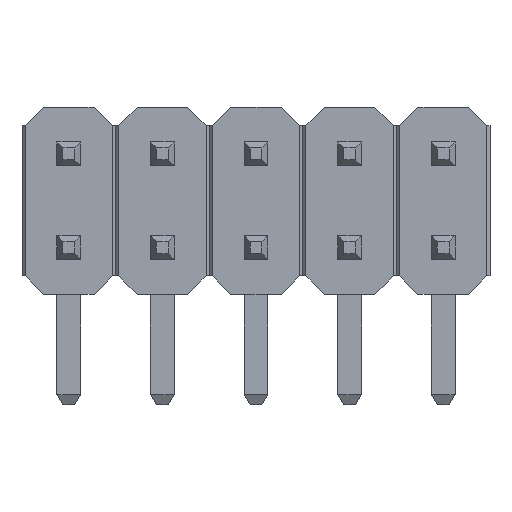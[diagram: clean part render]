
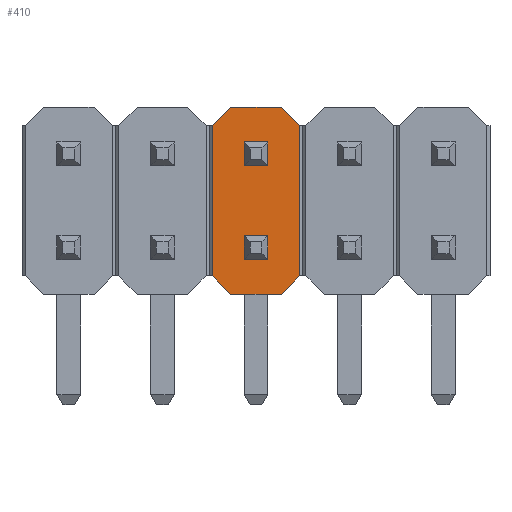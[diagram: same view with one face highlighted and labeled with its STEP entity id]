
A CAD part, front view. The second image highlights one B-rep face of the part: STEP entity #410.
In plain terms, the highlighted planar face has unit normal (0, -1, 0).
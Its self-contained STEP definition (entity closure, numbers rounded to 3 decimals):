
#410=ADVANCED_FACE('',(#2820),#2822,.F.);
#2820=FACE_BOUND('',#2821,.T.);
#2821=EDGE_LOOP('',(#4676,#4677,#4678,#4679,#4680,#4681,#4682,#4683));
#2822=PLANE('',#2823);
#2823=AXIS2_PLACEMENT_3D('',#2824,#2825,#2826);
#2824=CARTESIAN_POINT('',(2.54,-4.185,0.));
#2825=DIRECTION('',(-0.,1.,0.));
#2826=DIRECTION('',(1.,0.,0.));
#4676=ORIENTED_EDGE('',*,*,#5853,.T.);
#4677=ORIENTED_EDGE('',*,*,#5854,.F.);
#4678=ORIENTED_EDGE('',*,*,#5855,.F.);
#4679=ORIENTED_EDGE('',*,*,#5856,.F.);
#4680=ORIENTED_EDGE('',*,*,#5814,.T.);
#4681=ORIENTED_EDGE('',*,*,#5857,.F.);
#4682=ORIENTED_EDGE('',*,*,#5858,.F.);
#4683=ORIENTED_EDGE('',*,*,#5859,.F.);
#5814=EDGE_CURVE('',#6465,#6463,#6466,.T.);
#5853=EDGE_CURVE('',#6519,#6520,#6521,.T.);
#5854=EDGE_CURVE('',#6522,#6520,#6523,.T.);
#5855=EDGE_CURVE('',#6524,#6522,#6525,.T.);
#5856=EDGE_CURVE('',#6465,#6524,#6526,.T.);
#5857=EDGE_CURVE('',#6527,#6463,#6528,.T.);
#5858=EDGE_CURVE('',#6529,#6527,#6530,.T.);
#5859=EDGE_CURVE('',#6519,#6529,#6531,.T.);
#6463=VERTEX_POINT('',#7521);
#6465=VERTEX_POINT('',#7525);
#6466=LINE('',#7526,#7527);
#6519=VERTEX_POINT('',#7657);
#6520=VERTEX_POINT('',#7658);
#6521=LINE('',#7659,#7660);
#6522=VERTEX_POINT('',#7662);
#6523=LINE('',#7663,#7664);
#6524=VERTEX_POINT('',#7666);
#6525=LINE('',#7667,#7668);
#6526=LINE('',#7670,#7671);
#6527=VERTEX_POINT('',#7673);
#6528=LINE('',#7674,#7675);
#6529=VERTEX_POINT('',#7677);
#6530=LINE('',#7678,#7679);
#6531=LINE('',#7681,#7682);
#7521=CARTESIAN_POINT('',(6.265,-4.185,4.58));
#7525=CARTESIAN_POINT('',(6.265,-4.185,0.5));
#7526=CARTESIAN_POINT('',(6.265,-4.185,0.5));
#7527=VECTOR('',#7528,1.);
#7528=DIRECTION('',(0.,0.,1.));
#7657=CARTESIAN_POINT('',(3.895,-4.185,4.58));
#7658=CARTESIAN_POINT('',(3.895,-4.185,0.5));
#7659=CARTESIAN_POINT('',(3.895,-4.185,4.58));
#7660=VECTOR('',#7661,1.);
#7661=DIRECTION('',(0.,0.,-1.));
#7662=CARTESIAN_POINT('',(4.395,-4.185,0.));
#7663=CARTESIAN_POINT('',(4.395,-4.185,0.));
#7664=VECTOR('',#7665,1.);
#7665=DIRECTION('',(-0.707,0.,0.707));
#7666=CARTESIAN_POINT('',(5.765,-4.185,0.));
#7667=CARTESIAN_POINT('',(5.765,-4.185,0.));
#7668=VECTOR('',#7669,1.);
#7669=DIRECTION('',(-1.,0.,0.));
#7670=CARTESIAN_POINT('',(6.265,-4.185,0.5));
#7671=VECTOR('',#7672,1.);
#7672=DIRECTION('',(-0.707,0.,-0.707));
#7673=CARTESIAN_POINT('',(5.765,-4.185,5.08));
#7674=CARTESIAN_POINT('',(5.765,-4.185,5.08));
#7675=VECTOR('',#7676,1.);
#7676=DIRECTION('',(0.707,0.,-0.707));
#7677=CARTESIAN_POINT('',(4.395,-4.185,5.08));
#7678=CARTESIAN_POINT('',(4.395,-4.185,5.08));
#7679=VECTOR('',#7680,1.);
#7680=DIRECTION('',(1.,0.,0.));
#7681=CARTESIAN_POINT('',(3.895,-4.185,4.58));
#7682=VECTOR('',#7683,1.);
#7683=DIRECTION('',(0.707,0.,0.707));
